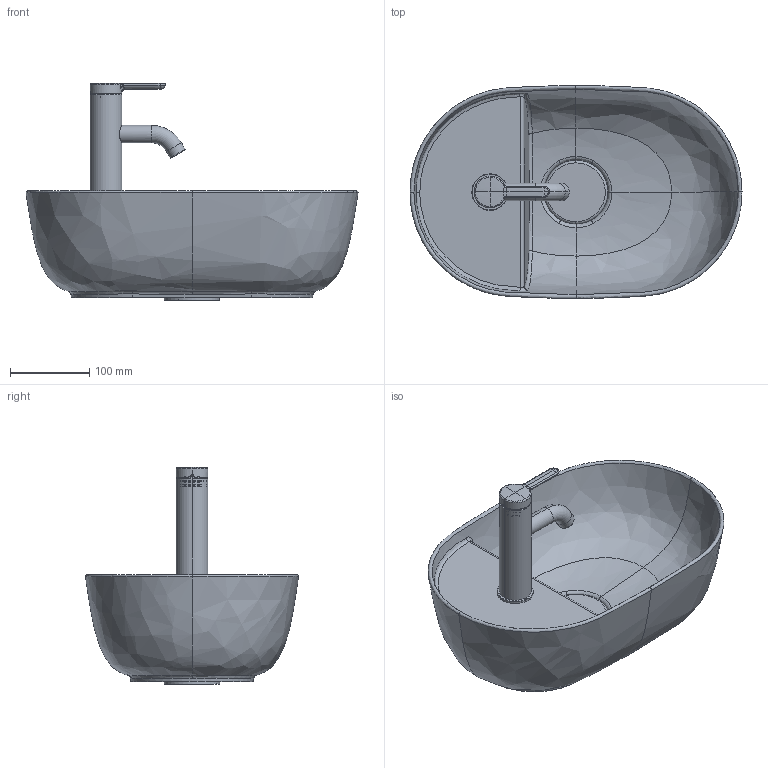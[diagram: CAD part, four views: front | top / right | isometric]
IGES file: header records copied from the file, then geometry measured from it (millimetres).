
Global section: file name: No Iges File Name specified; native system: Autodesk Inventor 2011; preprocessor: AutoDesk Inventor Iges Exporter R2011; author: Administrator; date: 20170621.201516; units: millimetre
Bounding box: 419.15 x 269.15 x 274.23 mm (x, y, z)
Volume: 4362031.4 mm3; surface area: 465437.7 mm2
Topology: 8 solids, 11 shells, 434 faces, 1015 edges, 606 vertices
Faces by surface type: bspline 196, plane 88, revolution 79, cylinder 40, torus 20, cone 10, sphere 1
